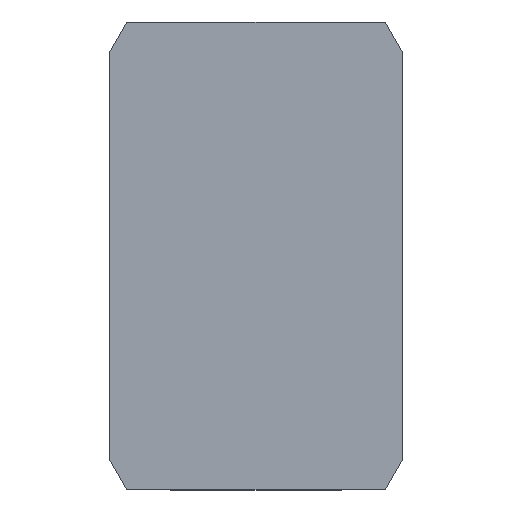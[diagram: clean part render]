
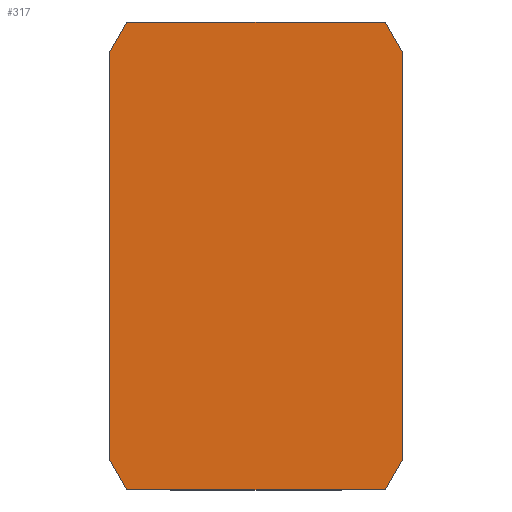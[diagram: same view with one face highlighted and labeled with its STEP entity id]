
A CAD part, top view. The second image highlights one B-rep face of the part: STEP entity #317.
In plain terms, the highlighted planar face has unit normal (0, 0, 1).
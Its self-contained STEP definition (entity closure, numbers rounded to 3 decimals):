
#123=VERTEX_POINT('',#337);
#125=EDGE_CURVE('',#177,#161,#339,.T.);
#139=EDGE_CURVE('',#161,#123,#355,.T.);
#143=EDGE_CURVE('',#175,#177,#359,.T.);
#161=VERTEX_POINT('',#378);
#173=EDGE_CURVE('',#183,#175,#390,.T.);
#175=VERTEX_POINT('',#392);
#177=VERTEX_POINT('',#394);
#183=VERTEX_POINT('',#401);
#199=EDGE_CURVE('',#233,#183,#419,.T.);
#233=VERTEX_POINT('',#455);
#239=EDGE_CURVE('',#259,#233,#461,.T.);
#257=EDGE_CURVE('',#305,#259,#480,.T.);
#259=VERTEX_POINT('',#482);
#301=EDGE_CURVE('',#123,#305,#529,.T.);
#305=VERTEX_POINT('',#533);
#317=ADVANCED_FACE('',(#548),#549,.T.);
#337=CARTESIAN_POINT('',(8.845,-16.,5.5));
#339=LINE('',#562,#563);
#355=LINE('',#579,#580);
#359=LINE('',#587,#588);
#378=CARTESIAN_POINT('',(10.0,-14.0,5.5));
#390=LINE('',#636,#637);
#392=CARTESIAN_POINT('',(8.845,16.0,5.5));
#394=CARTESIAN_POINT('',(10.0,14.0,5.5));
#401=CARTESIAN_POINT('',(-8.845,16.0,5.5));
#419=LINE('',#671,#672);
#455=CARTESIAN_POINT('',(-10.0,14.0,5.5));
#461=LINE('',#737,#738);
#480=LINE('',#770,#771);
#482=CARTESIAN_POINT('',(-10.0,-14.,5.5));
#529=LINE('',#841,#842);
#533=CARTESIAN_POINT('',(-8.845,-16.,5.5));
#548=FACE_OUTER_BOUND('',#863,.T.);
#549=PLANE('',#864);
#562=CARTESIAN_POINT('',(10.0,-14.0,5.5));
#563=VECTOR('',#870,1.0);
#579=CARTESIAN_POINT('',(8.845,-16.,5.5));
#580=VECTOR('',#888,1.0);
#587=CARTESIAN_POINT('',(10.0,14.0,5.5));
#588=VECTOR('',#890,1.0);
#636=CARTESIAN_POINT('',(8.845,16.0,5.5));
#637=VECTOR('',#907,1.0);
#671=CARTESIAN_POINT('',(-8.845,16.0,5.5));
#672=VECTOR('',#942,1.0);
#737=CARTESIAN_POINT('',(-10.0,14.0,5.5));
#738=VECTOR('',#970,1.0);
#770=CARTESIAN_POINT('',(-10.0,-14.,5.5));
#771=VECTOR('',#985,1.0);
#841=CARTESIAN_POINT('',(-8.845,-16.,5.5));
#842=VECTOR('',#1048,1.0);
#863=EDGE_LOOP('',(#1075,#1076,#1077,#1078,#1079,#1080,#1081,#1082));
#864=AXIS2_PLACEMENT_3D('',#1083,#1084,#1085);
#870=DIRECTION('',(0.0,-1.0,0.0));
#888=DIRECTION('',(-0.5,-0.866,0.0));
#890=DIRECTION('',(0.5,-0.866,0.0));
#907=DIRECTION('',(1.0,0.0,0.0));
#942=DIRECTION('',(0.5,0.866,0.0));
#970=DIRECTION('',(0.0,1.0,0.0));
#985=DIRECTION('',(-0.5,0.866,0.0));
#1048=DIRECTION('',(-1.0,0.0,0.0));
#1075=ORIENTED_EDGE('',*,*,#139,.F.);
#1076=ORIENTED_EDGE('',*,*,#125,.F.);
#1077=ORIENTED_EDGE('',*,*,#143,.F.);
#1078=ORIENTED_EDGE('',*,*,#173,.F.);
#1079=ORIENTED_EDGE('',*,*,#199,.F.);
#1080=ORIENTED_EDGE('',*,*,#239,.F.);
#1081=ORIENTED_EDGE('',*,*,#257,.F.);
#1082=ORIENTED_EDGE('',*,*,#301,.F.);
#1083=CARTESIAN_POINT('',(0.,0.,5.5));
#1084=DIRECTION('',(0.0,0.0,1.0));
#1085=DIRECTION('',(1.0,0.0,0.0));
